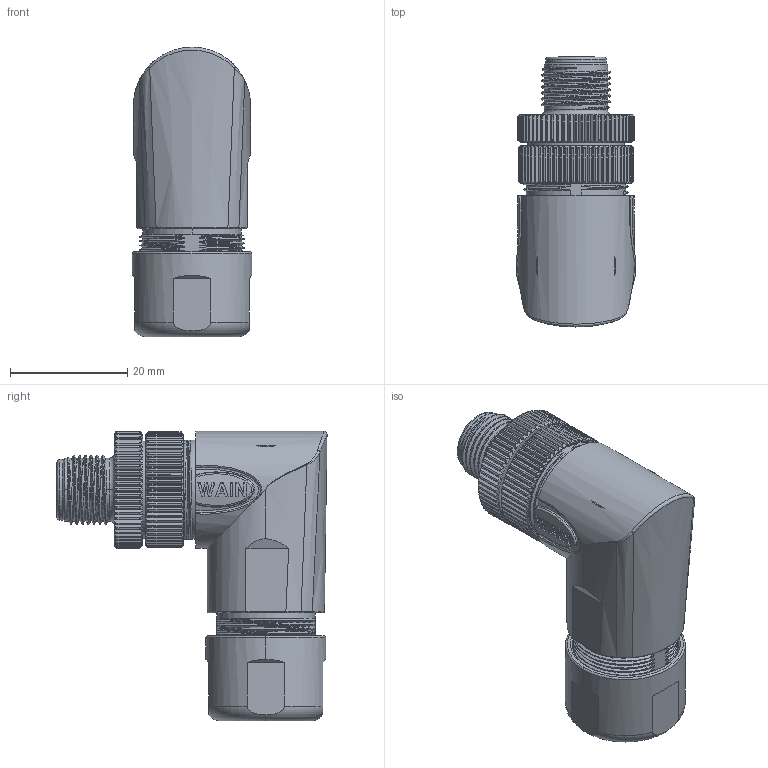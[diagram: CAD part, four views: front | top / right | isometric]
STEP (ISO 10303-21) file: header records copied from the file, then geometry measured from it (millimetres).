
FILE_DESCRIPTION(/* description */ (''),/* implementation_level */ '2;1');
FILE_NAME(/* name */ '1630085132501_02-M12-MST08A-S-D8-SH_成品_stp_stp.stp',/* time_stamp */ '2024-03-21T10:10:28+08:00',/* author */ (''),/* organization */ (''),/* preprocessor_version */ 'ST-DEVELOPER v18.1',/* originating_system */ 'SIEMENS PLM Software NX 1980',/* authorisation */ '');
FILE_SCHEMA (('AUTOMOTIVE_DESIGN { 1 0 10303 214 3 1 1 1 }'));
Products named in the file (1): 1630085132501_02-M12-MST08A-S-D8-SH_成品_stp_
stp
Bounding box: 20.5 x 46.15 x 49.5 mm (x, y, z)
Volume: 19680.6 mm3; surface area: 12749.7 mm2
Topology: 1 solids, 27 shells, 2020 faces, 5449 edges, 3403 vertices
Faces by surface type: plane 642, cylinder 600, cone 342, torus 226, bspline 128, sphere 81, extrusion 1
Full cylindrical faces by diameter (mm): 0.8 x24, 0.9 x24, 1.7 x8, 1.8 x8, 9.5 x1, 10.4 x1, 13.621 x3, 13.88 x1, 16.534 x2
Entity records: 85811 total; most frequent: CARTESIAN_POINT 40004, ORIENTED_EDGE 10530, DIRECTION 8184, EDGE_CURVE 5265, AXIS2_PLACEMENT_3D 3434, VERTEX_POINT 3321, B_SPLINE_CURVE_WITH_KNOTS 2404, EDGE_LOOP 2220
